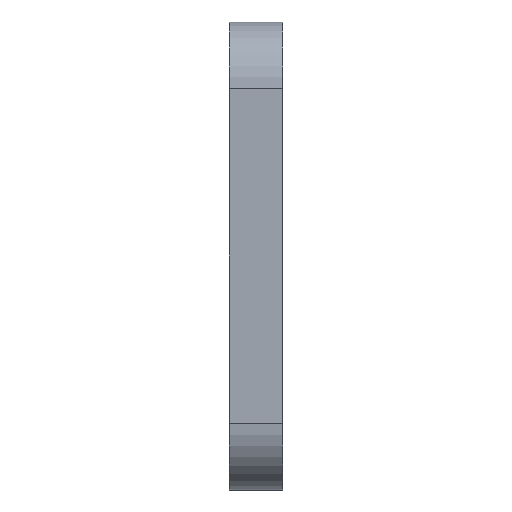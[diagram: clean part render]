
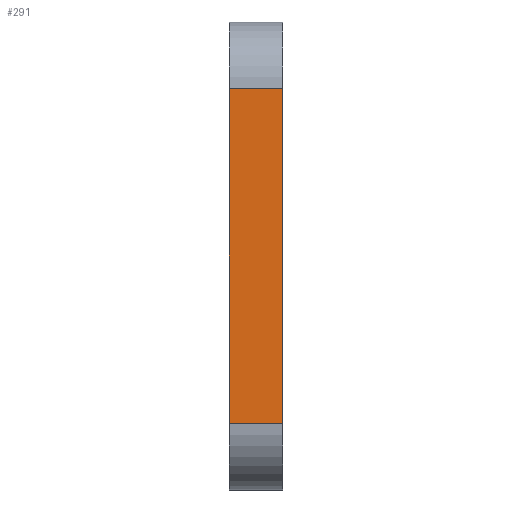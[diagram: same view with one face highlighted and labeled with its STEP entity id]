
A CAD part, left-side view. The second image highlights one B-rep face of the part: STEP entity #291.
In plain terms, the highlighted planar face has unit normal (-1, 0, 0).
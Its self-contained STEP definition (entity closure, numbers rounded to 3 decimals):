
#25 = CARTESIAN_POINT ( 'NONE',  ( -74.696, 8.04, 30.983 ) ) ;
#34 = CARTESIAN_POINT ( 'NONE',  ( -74.696, 8.04, 30.983 ) ) ;
#65 = ORIENTED_EDGE ( 'NONE', *, *, #1110, .T. ) ;
#72 = VECTOR ( 'NONE', #516, 1000. ) ;
#74 = ORIENTED_EDGE ( 'NONE', *, *, #940, .T. ) ;
#109 = VERTEX_POINT ( 'NONE', #676 ) ;
#111 = CARTESIAN_POINT ( 'NONE',  ( -74.696, 0., 20.983 ) ) ;
#173 = VECTOR ( 'NONE', #770, 1000. ) ;
#183 = LINE ( 'NONE', #34, #173 ) ;
#291 = ADVANCED_FACE ( 'NONE', ( #834 ), #299, .F. ) ;
#299 = PLANE ( 'NONE',  #411 ) ;
#333 = DIRECTION ( 'NONE',  ( 0., -1., 0. ) ) ;
#350 = DIRECTION ( 'NONE',  ( 0., 1., 0. ) ) ;
#363 = VECTOR ( 'NONE', #333, 1000. ) ;
#366 = LINE ( 'NONE', #1119, #72 ) ;
#378 = ORIENTED_EDGE ( 'NONE', *, *, #1298, .T. ) ;
#411 = AXIS2_PLACEMENT_3D ( 'NONE', #25, #764, #656 ) ;
#516 = DIRECTION ( 'NONE',  ( 0., 0., 1. ) ) ;
#592 = LINE ( 'NONE', #765, #684 ) ;
#614 = VERTEX_POINT ( 'NONE', #1308 ) ;
#656 = DIRECTION ( 'NONE',  ( 0., 0., -1. ) ) ;
#676 = CARTESIAN_POINT ( 'NONE',  ( -74.696, 8.04, 20.983 ) ) ;
#684 = VECTOR ( 'NONE', #350, 1000. ) ;
#764 = DIRECTION ( 'NONE',  ( 1., 0., 0. ) ) ;
#765 = CARTESIAN_POINT ( 'NONE',  ( -74.696, 8.04, 20.983 ) ) ;
#770 = DIRECTION ( 'NONE',  ( 0., 0., 1. ) ) ;
#834 = FACE_OUTER_BOUND ( 'NONE', #1223, .T. ) ;
#854 = EDGE_CURVE ( 'NONE', #614, #109, #183, .T. ) ;
#860 = ORIENTED_EDGE ( 'NONE', *, *, #854, .F. ) ;
#940 = EDGE_CURVE ( 'NONE', #1013, #1330, #366, .T. ) ;
#1013 = VERTEX_POINT ( 'NONE', #1129 ) ;
#1110 = EDGE_CURVE ( 'NONE', #1330, #109, #592, .T. ) ;
#1119 = CARTESIAN_POINT ( 'NONE',  ( -74.696, 0., 30.983 ) ) ;
#1129 = CARTESIAN_POINT ( 'NONE',  ( -74.696, 0., -29.017 ) ) ;
#1211 = LINE ( 'NONE', #1369, #363 ) ;
#1223 = EDGE_LOOP ( 'NONE', ( #860, #378, #74, #65 ) ) ;
#1298 = EDGE_CURVE ( 'NONE', #614, #1013, #1211, .T. ) ;
#1308 = CARTESIAN_POINT ( 'NONE',  ( -74.696, 8.04, -29.017 ) ) ;
#1330 = VERTEX_POINT ( 'NONE', #111 ) ;
#1369 = CARTESIAN_POINT ( 'NONE',  ( -74.696, 8.04, -29.017 ) ) ;
